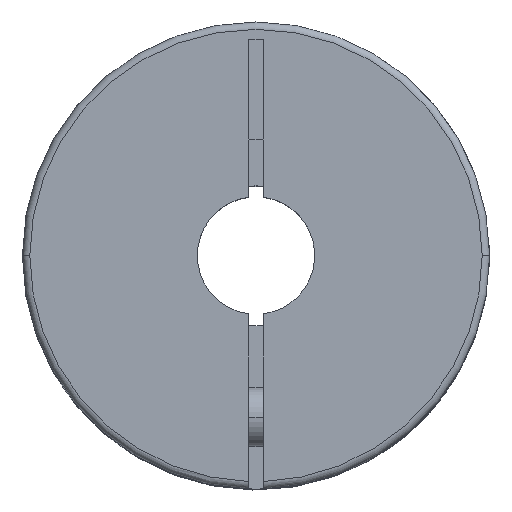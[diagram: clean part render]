
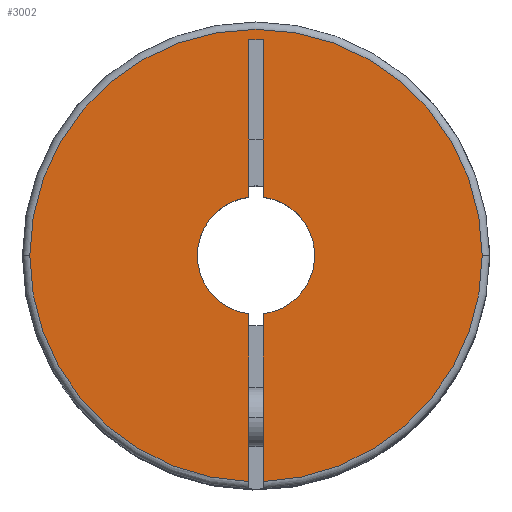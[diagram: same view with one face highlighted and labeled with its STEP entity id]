
A CAD part, top view. The second image highlights one B-rep face of the part: STEP entity #3002.
In plain terms, the highlighted planar face has unit normal (0, 0, 1).
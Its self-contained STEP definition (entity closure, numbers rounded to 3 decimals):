
#5 = CIRCLE ( 'NONE', #1638, 4. ) ;
#19 = CARTESIAN_POINT ( 'NONE',  ( -0.5, 14.7, 0. ) ) ;
#27 = ORIENTED_EDGE ( 'NONE', *, *, #1641, .F. ) ;
#29 = LINE ( 'NONE', #1825, #3230 ) ;
#46 = DIRECTION ( 'NONE',  ( 0., 1., 0. ) ) ;
#108 = DIRECTION ( 'NONE',  ( -1., 0., 0. ) ) ;
#199 = CARTESIAN_POINT ( 'NONE',  ( 0., 0., 0. ) ) ;
#206 = AXIS2_PLACEMENT_3D ( 'NONE', #3488, #2256, #720 ) ;
#218 = CARTESIAN_POINT ( 'NONE',  ( 0.5, 14.7, 0. ) ) ;
#250 = VERTEX_POINT ( 'NONE', #3851 ) ;
#264 = AXIS2_PLACEMENT_3D ( 'NONE', #945, #1003, #2155 ) ;
#279 = LINE ( 'NONE', #19, #3541 ) ;
#327 = AXIS2_PLACEMENT_3D ( 'NONE', #3126, #412, #108 ) ;
#357 = ORIENTED_EDGE ( 'NONE', *, *, #1974, .T. ) ;
#364 = VERTEX_POINT ( 'NONE', #2391 ) ;
#412 = DIRECTION ( 'NONE',  ( 0., 0., -1. ) ) ;
#498 = CIRCLE ( 'NONE', #2716, 15.4 ) ;
#509 = CARTESIAN_POINT ( 'NONE',  ( -0.5, -15.392, 0. ) ) ;
#538 = CARTESIAN_POINT ( 'NONE',  ( -4., 0., 0. ) ) ;
#644 = CARTESIAN_POINT ( 'NONE',  ( 0., 0., 0. ) ) ;
#701 = ORIENTED_EDGE ( 'NONE', *, *, #3817, .T. ) ;
#705 = CARTESIAN_POINT ( 'NONE',  ( 0.5, -15.392, 0. ) ) ;
#711 = VECTOR ( 'NONE', #1736, 1000. ) ;
#720 = DIRECTION ( 'NONE',  ( -1., 0., 0. ) ) ;
#745 = VERTEX_POINT ( 'NONE', #3676 ) ;
#828 = VECTOR ( 'NONE', #3448, 1000. ) ;
#831 = CIRCLE ( 'NONE', #206, 4. ) ;
#936 = DIRECTION ( 'NONE',  ( -1., 0., 0. ) ) ;
#945 = CARTESIAN_POINT ( 'NONE',  ( 0., 0., 0. ) ) ;
#1002 = ORIENTED_EDGE ( 'NONE', *, *, #1803, .T. ) ;
#1003 = DIRECTION ( 'NONE',  ( 0., 0., -1. ) ) ;
#1005 = VERTEX_POINT ( 'NONE', #705 ) ;
#1039 = VERTEX_POINT ( 'NONE', #538 ) ;
#1256 = EDGE_CURVE ( 'NONE', #1005, #2936, #29, .T. ) ;
#1467 = DIRECTION ( 'NONE',  ( 0., 0., -1. ) ) ;
#1529 = EDGE_CURVE ( 'NONE', #3078, #364, #3244, .T. ) ;
#1539 = ORIENTED_EDGE ( 'NONE', *, *, #3368, .F. ) ;
#1638 = AXIS2_PLACEMENT_3D ( 'NONE', #3005, #1467, #2025 ) ;
#1641 = EDGE_CURVE ( 'NONE', #745, #3078, #3215, .T. ) ;
#1695 = CARTESIAN_POINT ( 'NONE',  ( 0., 0., 0. ) ) ;
#1721 = VERTEX_POINT ( 'NONE', #2381 ) ;
#1736 = DIRECTION ( 'NONE',  ( -1., 0., 0. ) ) ;
#1789 = ORIENTED_EDGE ( 'NONE', *, *, #1256, .F. ) ;
#1796 = DIRECTION ( 'NONE',  ( 0., -1., 0. ) ) ;
#1803 = EDGE_CURVE ( 'NONE', #745, #2936, #3426, .T. ) ;
#1825 = CARTESIAN_POINT ( 'NONE',  ( 0.5, -15.9, 0. ) ) ;
#1974 = EDGE_CURVE ( 'NONE', #1039, #250, #831, .T. ) ;
#2025 = DIRECTION ( 'NONE',  ( -1., 0., 0. ) ) ;
#2103 = CARTESIAN_POINT ( 'NONE',  ( 15.4, 0., 0. ) ) ;
#2127 = DIRECTION ( 'NONE',  ( 0., 0., -1. ) ) ;
#2155 = DIRECTION ( 'NONE',  ( -1., 0., 0. ) ) ;
#2256 = DIRECTION ( 'NONE',  ( 0., 0., -1. ) ) ;
#2278 = CIRCLE ( 'NONE', #264, 15.4 ) ;
#2330 = FACE_OUTER_BOUND ( 'NONE', #3670, .T. ) ;
#2345 = EDGE_CURVE ( 'NONE', #3154, #1005, #498, .T. ) ;
#2381 = CARTESIAN_POINT ( 'NONE',  ( -0.5, -3.969, 0. ) ) ;
#2391 = CARTESIAN_POINT ( 'NONE',  ( -0.5, 14.7, 0. ) ) ;
#2566 = DIRECTION ( 'NONE',  ( 0., 0., -1. ) ) ;
#2576 = CARTESIAN_POINT ( 'NONE',  ( -15.4, 0., 0. ) ) ;
#2583 = ORIENTED_EDGE ( 'NONE', *, *, #2787, .F. ) ;
#2610 = DIRECTION ( 'NONE',  ( -1., 0., 0. ) ) ;
#2716 = AXIS2_PLACEMENT_3D ( 'NONE', #199, #3246, #2610 ) ;
#2787 = EDGE_CURVE ( 'NONE', #1721, #3069, #3872, .T. ) ;
#2836 = CARTESIAN_POINT ( 'NONE',  ( 0.5, -15.9, 0. ) ) ;
#2924 = CARTESIAN_POINT ( 'NONE',  ( -0.5, 14.7, 0. ) ) ;
#2926 = ORIENTED_EDGE ( 'NONE', *, *, #2928, .F. ) ;
#2928 = EDGE_CURVE ( 'NONE', #364, #250, #279, .T. ) ;
#2929 = PLANE ( 'NONE',  #3478 ) ;
#2936 = VERTEX_POINT ( 'NONE', #3914 ) ;
#2945 = CARTESIAN_POINT ( 'NONE',  ( 0.5, 14.7, 0. ) ) ;
#3002 = ADVANCED_FACE ( 'NONE', ( #2330 ), #2929, .F. ) ;
#3005 = CARTESIAN_POINT ( 'NONE',  ( 0., 0., 0. ) ) ;
#3069 = VERTEX_POINT ( 'NONE', #509 ) ;
#3078 = VERTEX_POINT ( 'NONE', #218 ) ;
#3112 = ORIENTED_EDGE ( 'NONE', *, *, #3587, .F. ) ;
#3126 = CARTESIAN_POINT ( 'NONE',  ( 0., 0., 0. ) ) ;
#3154 = VERTEX_POINT ( 'NONE', #2103 ) ;
#3215 = LINE ( 'NONE', #2836, #828 ) ;
#3218 = ORIENTED_EDGE ( 'NONE', *, *, #2345, .F. ) ;
#3230 = VECTOR ( 'NONE', #46, 1000. ) ;
#3234 = AXIS2_PLACEMENT_3D ( 'NONE', #644, #2127, #936 ) ;
#3244 = LINE ( 'NONE', #2945, #711 ) ;
#3246 = DIRECTION ( 'NONE',  ( 0., 0., -1. ) ) ;
#3351 = VECTOR ( 'NONE', #3558, 1000. ) ;
#3368 = EDGE_CURVE ( 'NONE', #3069, #3659, #2278, .T. ) ;
#3426 = CIRCLE ( 'NONE', #3234, 4. ) ;
#3448 = DIRECTION ( 'NONE',  ( 0., 1., 0. ) ) ;
#3478 = AXIS2_PLACEMENT_3D ( 'NONE', #1695, #2566, #3539 ) ;
#3488 = CARTESIAN_POINT ( 'NONE',  ( 0., 0., 0. ) ) ;
#3539 = DIRECTION ( 'NONE',  ( 0., -1., 0. ) ) ;
#3541 = VECTOR ( 'NONE', #1796, 1000. ) ;
#3544 = CIRCLE ( 'NONE', #327, 15.4 ) ;
#3558 = DIRECTION ( 'NONE',  ( 0., -1., 0. ) ) ;
#3587 = EDGE_CURVE ( 'NONE', #3659, #3154, #3544, .T. ) ;
#3659 = VERTEX_POINT ( 'NONE', #2576 ) ;
#3670 = EDGE_LOOP ( 'NONE', ( #1539, #2583, #701, #357, #2926, #3899, #27, #1002, #1789, #3218, #3112 ) ) ;
#3676 = CARTESIAN_POINT ( 'NONE',  ( 0.5, 3.969, 0. ) ) ;
#3817 = EDGE_CURVE ( 'NONE', #1721, #1039, #5, .T. ) ;
#3851 = CARTESIAN_POINT ( 'NONE',  ( -0.5, 3.969, 0. ) ) ;
#3872 = LINE ( 'NONE', #2924, #3351 ) ;
#3899 = ORIENTED_EDGE ( 'NONE', *, *, #1529, .F. ) ;
#3914 = CARTESIAN_POINT ( 'NONE',  ( 0.5, -3.969, 0. ) ) ;
